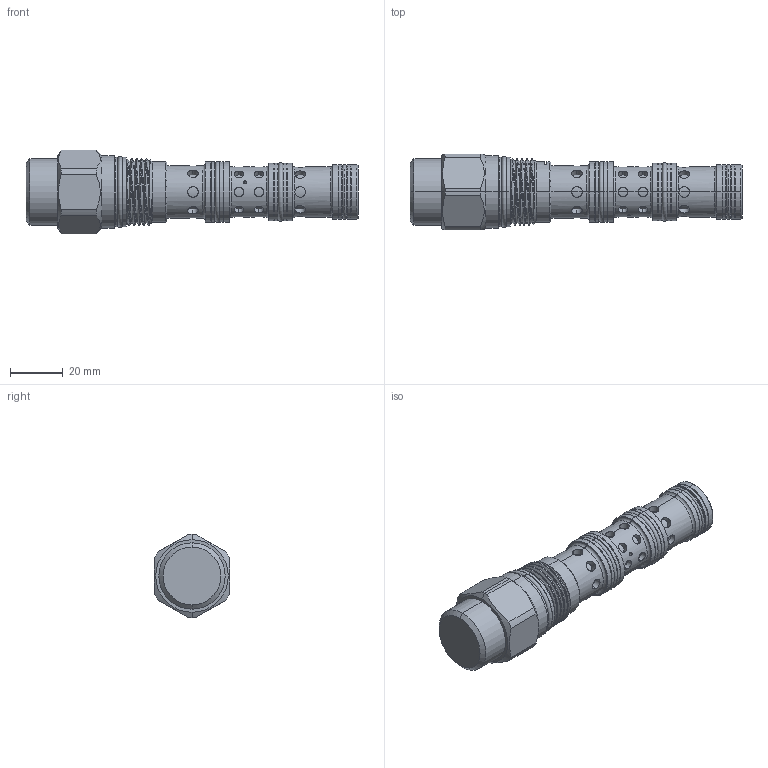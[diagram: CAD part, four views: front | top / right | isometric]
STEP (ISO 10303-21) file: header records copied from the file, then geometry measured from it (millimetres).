
FILE_DESCRIPTION (( 'STEP AP203' ), '1' );
FILE_NAME ('DQ32A4050-N.STEP', '2020-04-15T01:04:48', ( '' ), ( '' ), 'SwSTEP 2.0', 'SolidWorks 2018', '' );
FILE_SCHEMA (( 'CONFIG_CONTROL_DESIGN' ));
Length unit declared in the file: millimetre
Products named in the file (1): DQ32A4050-N
Bounding box: 125.35 x 28.57 x 31.6 mm (x, y, z)
Volume: 49422.8 mm3; surface area: 15884.1 mm2
Topology: 6 solids, 6 shells, 294 faces, 679 edges, 436 vertices
Faces by surface type: cylinder 208, plane 41, torus 23, cone 20, bspline 2
Entity records: 12326 total; most frequent: CARTESIAN_POINT 5853, ORIENTED_EDGE 1358, DIRECTION 1259, EDGE_CURVE 679, AXIS2_PLACEMENT_3D 524, VERTEX_POINT 436, EDGE_LOOP 345, FACE_OUTER_BOUND 294
